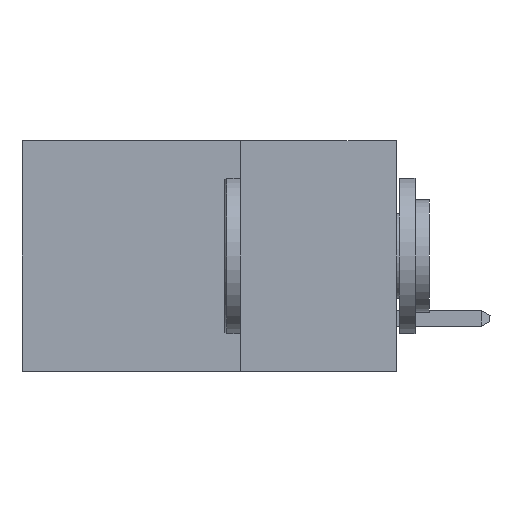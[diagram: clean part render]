
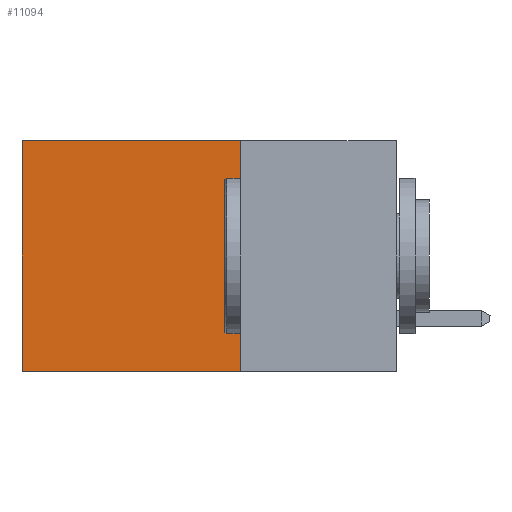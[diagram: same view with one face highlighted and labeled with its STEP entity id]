
A CAD part, left-side view. The second image highlights one B-rep face of the part: STEP entity #11094.
In plain terms, the highlighted planar face has unit normal (-1, 0, 0).
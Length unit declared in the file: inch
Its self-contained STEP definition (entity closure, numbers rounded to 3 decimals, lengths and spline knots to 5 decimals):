
#533 = VERTEX_POINT ( 'NONE', #3121 ) ;
#916 = EDGE_CURVE ( 'NONE', #9140, #533, #9934, .T. ) ;
#1124 = DIRECTION ( 'NONE',  ( 0., 1., 0. ) ) ;
#1982 = CARTESIAN_POINT ( 'NONE',  ( 0.298, 0.25, 0. ) ) ;
#2157 = DIRECTION ( 'NONE',  ( 1., 0., 0. ) ) ;
#2905 = DIRECTION ( 'NONE',  ( 0., 1., 0. ) ) ;
#3121 = CARTESIAN_POINT ( 'NONE',  ( 0.298, 0.6, -0.37 ) ) ;
#3451 = PLANE ( 'NONE',  #5606 ) ;
#3468 = EDGE_CURVE ( 'NONE', #3678, #533, #8377, .T. ) ;
#3678 = VERTEX_POINT ( 'NONE', #8310 ) ;
#4602 = ORIENTED_EDGE ( 'NONE', *, *, #10742, .T. ) ;
#5403 = CARTESIAN_POINT ( 'NONE',  ( 0.298, 0.25, 0. ) ) ;
#5449 = CARTESIAN_POINT ( 'NONE',  ( 0.298, 0.25, 0. ) ) ;
#5606 = AXIS2_PLACEMENT_3D ( 'NONE', #1982, #2157, #13942 ) ;
#6164 = ORIENTED_EDGE ( 'NONE', *, *, #916, .F. ) ;
#6779 = DIRECTION ( 'NONE',  ( 0., 0., -1. ) ) ;
#6859 = EDGE_CURVE ( 'NONE', #11647, #9140, #10120, .T. ) ;
#8097 = VECTOR ( 'NONE', #2905, 39.37008 ) ;
#8310 = CARTESIAN_POINT ( 'NONE',  ( 0.298, 0.6, 0. ) ) ;
#8377 = LINE ( 'NONE', #16249, #12749 ) ;
#8897 = DIRECTION ( 'NONE',  ( 0., 0., -1. ) ) ;
#9140 = VERTEX_POINT ( 'NONE', #14844 ) ;
#9493 = VECTOR ( 'NONE', #6779, 39.37008 ) ;
#9934 = LINE ( 'NONE', #14470, #13073 ) ;
#9993 = LINE ( 'NONE', #5403, #8097 ) ;
#10120 = LINE ( 'NONE', #5449, #9493 ) ;
#10742 = EDGE_CURVE ( 'NONE', #11647, #3678, #9993, .T. ) ;
#11094 = ADVANCED_FACE ( 'NONE', ( #16178 ), #3451, .F. ) ;
#11647 = VERTEX_POINT ( 'NONE', #15185 ) ;
#12749 = VECTOR ( 'NONE', #8897, 39.37008 ) ;
#12803 = ORIENTED_EDGE ( 'NONE', *, *, #3468, .T. ) ;
#13073 = VECTOR ( 'NONE', #1124, 39.37008 ) ;
#13942 = DIRECTION ( 'NONE',  ( 0., 0., -1. ) ) ;
#13983 = ORIENTED_EDGE ( 'NONE', *, *, #6859, .F. ) ;
#14470 = CARTESIAN_POINT ( 'NONE',  ( 0.298, 0.25, -0.37 ) ) ;
#14844 = CARTESIAN_POINT ( 'NONE',  ( 0.298, 0.25, -0.37 ) ) ;
#15185 = CARTESIAN_POINT ( 'NONE',  ( 0.298, 0.25, 0. ) ) ;
#16178 = FACE_OUTER_BOUND ( 'NONE', #16976, .T. ) ;
#16249 = CARTESIAN_POINT ( 'NONE',  ( 0.298, 0.6, 0. ) ) ;
#16976 = EDGE_LOOP ( 'NONE', ( #12803, #6164, #13983, #4602 ) ) ;
